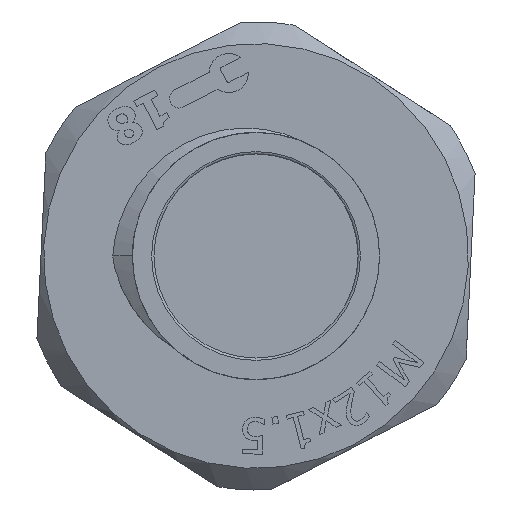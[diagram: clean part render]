
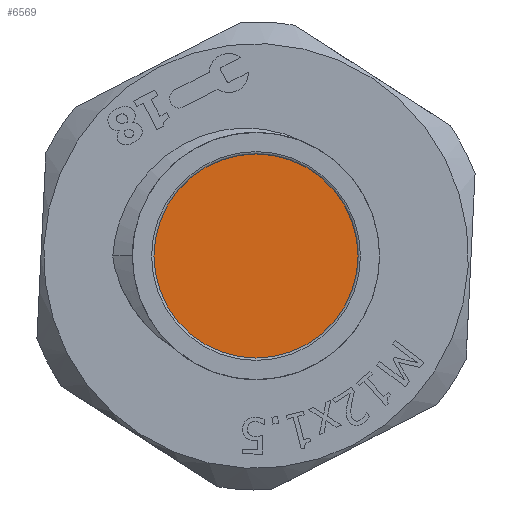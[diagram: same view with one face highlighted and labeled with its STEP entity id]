
A CAD part, front view. The second image highlights one B-rep face of the part: STEP entity #6569.
In plain terms, the highlighted planar face has unit normal (0, -1, 0).
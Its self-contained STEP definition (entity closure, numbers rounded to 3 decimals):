
#346=PLANE('',#6936);
#713=FACE_OUTER_BOUND('',#1074,.T.);
#1074=EDGE_LOOP('',(#5900));
#1168=CIRCLE('',#6934,4.25);
#3173=VERTEX_POINT('',#20773);
#4079=EDGE_CURVE('',#3173,#3173,#1168,.T.);
#5900=ORIENTED_EDGE('',*,*,#4079,.F.);
#6569=ADVANCED_FACE('',(#713),#346,.T.);
#6934=AXIS2_PLACEMENT_3D('',#20774,#8219,#8220);
#6936=AXIS2_PLACEMENT_3D('',#20819,#8225,#8226);
#8219=DIRECTION('center_axis',(0.,1.,0.));
#8220=DIRECTION('ref_axis',(-1.,0.,0.));
#8225=DIRECTION('center_axis',(0.,-1.,0.));
#8226=DIRECTION('ref_axis',(0.,0.,-1.));
#20773=CARTESIAN_POINT('',(4.25,0.6,0.));
#20774=CARTESIAN_POINT('Origin',(0.,0.6,0.));
#20819=CARTESIAN_POINT('Origin',(0.,0.6,
0.));
